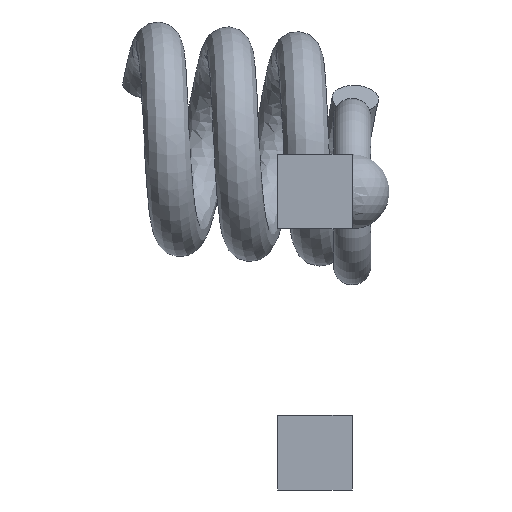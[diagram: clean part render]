
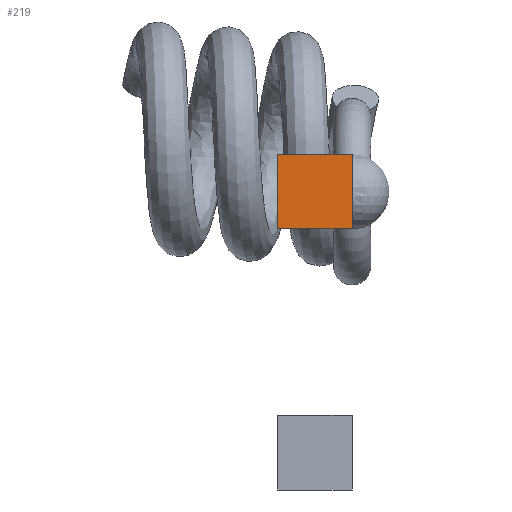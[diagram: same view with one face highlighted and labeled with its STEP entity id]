
A CAD part, left-side view. The second image highlights one B-rep face of the part: STEP entity #219.
In plain terms, the highlighted planar face has unit normal (-1, 0, 0).
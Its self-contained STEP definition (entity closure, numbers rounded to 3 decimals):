
#65=PLANE('',#306);
#79=FACE_OUTER_BOUND('',#93,.T.);
#93=EDGE_LOOP('',(#192,#193,#194,#195));
#101=LINE('',#1167,#114);
#103=LINE('',#1173,#116);
#106=LINE('',#1178,#119);
#107=LINE('',#1179,#120);
#114=VECTOR('',#362,10.);
#116=VECTOR('',#366,10.);
#119=VECTOR('',#371,10.);
#120=VECTOR('',#372,10.);
#137=VERTEX_POINT('',#1160);
#140=VERTEX_POINT('',#1165);
#142=VERTEX_POINT('',#1170);
#143=VERTEX_POINT('',#1172);
#157=EDGE_CURVE('',#140,#137,#101,.T.);
#159=EDGE_CURVE('',#142,#143,#103,.T.);
#162=EDGE_CURVE('',#140,#143,#106,.T.);
#163=EDGE_CURVE('',#137,#142,#107,.T.);
#192=ORIENTED_EDGE('',*,*,#162,.T.);
#193=ORIENTED_EDGE('',*,*,#159,.F.);
#194=ORIENTED_EDGE('',*,*,#163,.F.);
#195=ORIENTED_EDGE('',*,*,#157,.F.);
#219=ADVANCED_FACE('',(#79),#65,.F.);
#306=AXIS2_PLACEMENT_3D('',#1177,#369,#370);
#362=DIRECTION('',(0.,0.,1.));
#366=DIRECTION('',(0.,0.,-1.));
#369=DIRECTION('center_axis',(1.,0.,0.));
#370=DIRECTION('ref_axis',(0.,1.,0.));
#371=DIRECTION('',(0.,-1.,0.));
#372=DIRECTION('',(0.,-1.,0.));
#1160=CARTESIAN_POINT('',(20.,20.,40.));
#1165=CARTESIAN_POINT('',(20.,20.,20.));
#1167=CARTESIAN_POINT('',(20.,20.,30.));
#1170=CARTESIAN_POINT('',(20.,0.,40.));
#1172=CARTESIAN_POINT('',(20.,0.,20.));
#1173=CARTESIAN_POINT('',(20.,0.,30.));
#1177=CARTESIAN_POINT('Origin',(20.,10.,30.));
#1178=CARTESIAN_POINT('',(20.,10.,20.));
#1179=CARTESIAN_POINT('',(20.,10.,40.));
